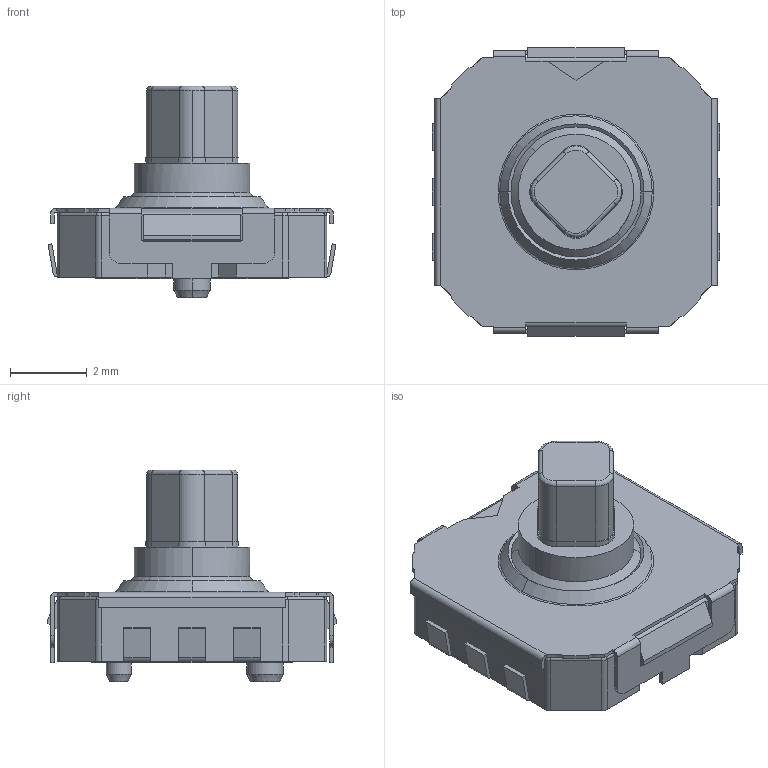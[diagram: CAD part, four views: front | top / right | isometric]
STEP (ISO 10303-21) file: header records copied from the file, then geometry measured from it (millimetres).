
FILE_DESCRIPTION(('STEP AP203'),'1');
FILE_NAME('skrhabe010.stp','2020-12-31T01:27:30',('TraceParts'),('TraceParts S.A.'),'Spatial InterOp 3D',' ',' ');
FILE_SCHEMA(('CONFIG_CONTROL_DESIGN'));
Length unit declared in the file: millimetre
Products named in the file (1): 1
Bounding box: 7.48 x 7.5 x 5.5 mm (x, y, z)
Volume: 102.7 mm3; surface area: 210.6 mm2
Topology: 1 solids, 1 shells, 254 faces, 709 edges, 455 vertices
Faces by surface type: plane 148, cylinder 80, bspline 16, cone 10
Entity records: 8402 total; most frequent: CARTESIAN_POINT 1769, ORIENTED_EDGE 1418, DIRECTION 1360, EDGE_CURVE 709, LINE 508, VECTOR 508, VERTEX_POINT 455, AXIS2_PLACEMENT_3D 426
